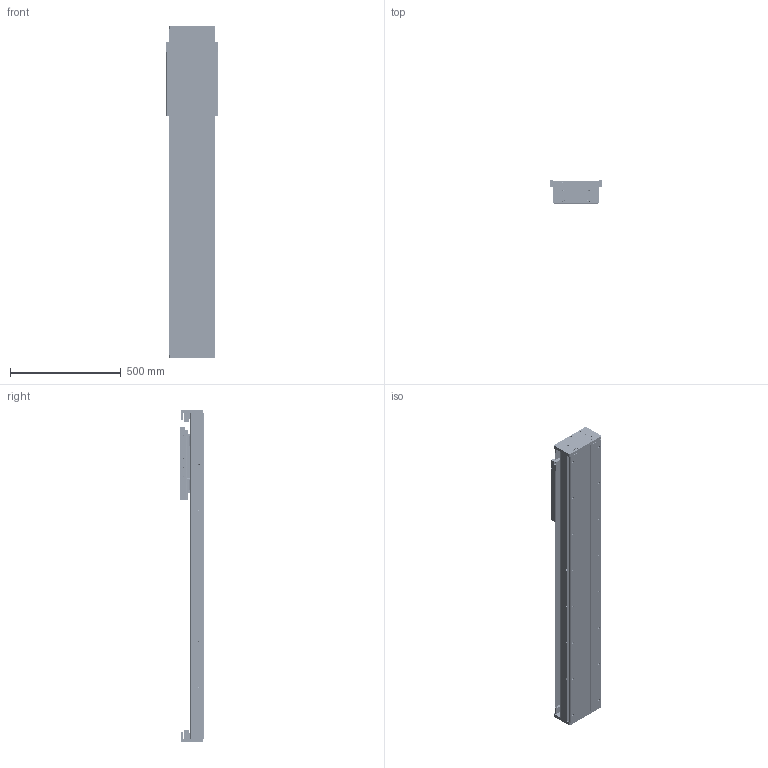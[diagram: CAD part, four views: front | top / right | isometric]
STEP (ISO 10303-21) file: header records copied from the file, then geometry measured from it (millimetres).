
FILE_DESCRIPTION (( 'STEP AP203' ), '1' );
FILE_NAME ('HL200 - 1000ST.STEP', '2020-07-30T06:33:49', ( '' ), ( '' ), 'SwSTEP 2.0', 'SolidWorks 2013', '' );
FILE_SCHEMA (( 'CONFIG_CONTROL_DESIGN' ));
Length unit declared in the file: millimetre
Products named in the file (27): HL200 CARRIER ASSY; HL200 CARRIER; HL200 UP COVER BRK sub Ver.2; EE-SX-674_ル遽; PIX250-050-C2; socket head cap screw_am_B18.3.1M - 5 x 0.8 x 16 Hex SHCS -- 16NHX; HL200 DAMPER; _SSR20XW block; socket head cap screw_am_B18.3.1M - 4 x 0.7 x 20 Hex SHCS -- 20NHX; HL200 SIDE COVER 1000ST; HL200 ENCODER BRK; socket button head cap screw_am_B18.3.4M - 4 x 0.7 x 8 SBHCS --N; socket countersunk head screw_am_B18.3.5M - 4 x 0.7 x 8 Socket FCHS  -- 8N; HL200 SENSOR DOG; HL200 END COVER SET; ENCODER; HL200 UP CV Ver.2 - 1000ST; 200BASE-1000ST; HL200 SIDE COVER-1000ST; HL200 Cable BRK; _SSR20XW rail-1000ST; HL200 END COVER Ver.3; HL200 - 1000ST; 渠蘆 犒餌HL200 Cable BRK; PIXM250-050-1000ST(HL200); HL200 UP COVER BRK MAIN Ver.2
Assembly tree (62 placements, depth 3):
  socket countersunk head screw_am_B18.3.5M - 4 x 0.7 x 8 Socket FCHS  -- 8N
  HL200 - 1000ST
    200BASE-1000ST
    HL200 END COVER SET  x2
      HL200 END COVER Ver.3
      HL200 UP COVER BRK MAIN Ver.2
      HL200 UP COVER BRK sub Ver.2
      socket head cap screw_am_B18.3.1M - 5 x 0.8 x 16 Hex SHCS -- 16NHX
      socket head cap screw_am_B18.3.1M - 4 x 0.7 x 20 Hex SHCS -- 20NHX
      socket button head cap screw_am_B18.3.4M - 4 x 0.7 x 8 SBHCS --N
    HL200 UP CV Ver.2 - 1000ST
    _SSR20XW rail-1000ST  x2
    PIXM250-050-1000ST(HL200)
    HL200 CARRIER ASSY
      HL200 CARRIER
      PIX250-050-C2
      _SSR20XW block  x4
      HL200 ENCODER BRK
      HL200 SENSOR DOG
      ENCODER
      HL200 Cable BRK
      渠蘆 犒餌HL200 Cable BRK
    EE-SX-674_ル遽  x3
    HL200 DAMPER  x4
    HL200 SIDE COVER-1000ST  x2
      HL200 SIDE COVER 1000ST
      socket countersunk head screw_am_B18.3.5M - 4 x 0.7 x 8 Socket FCHS  -- 8N
Bounding box: 236 x 106 x 1500 mm (x, y, z)
Volume: 11812814.6 mm3; surface area: 3031995.6 mm2
Topology: 96 solids, 96 shells, 5080 faces, 12563 edges, 7711 vertices
Faces by surface type: plane 2153, cylinder 1909, cone 846, torus 120, sphere 44, bspline 8
Entity records: 85074 total; most frequent: CARTESIAN_POINT 15510, DIRECTION 14520, ORIENTED_EDGE 13020, EDGE_CURVE 6510, AXIS2_PLACEMENT_3D 5563, VERTEX_POINT 4215, EDGE_LOOP 3415, VECTOR 3394
